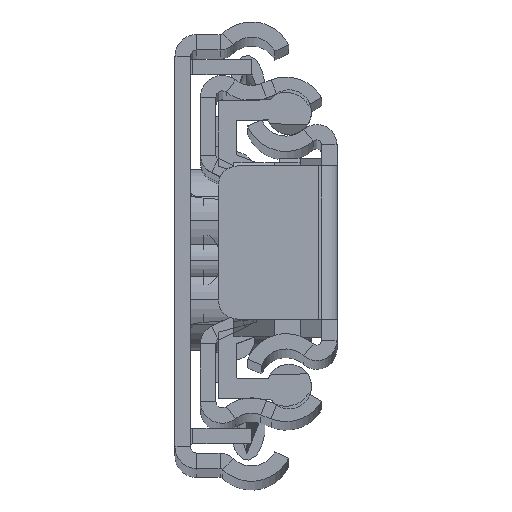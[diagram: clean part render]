
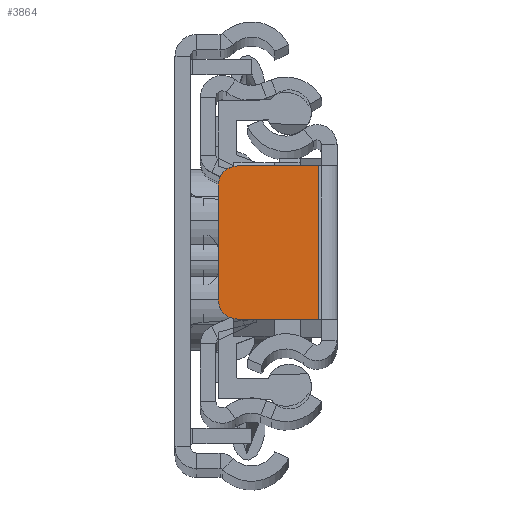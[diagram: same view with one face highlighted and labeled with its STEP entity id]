
A CAD part, top view. The second image highlights one B-rep face of the part: STEP entity #3864.
In plain terms, the highlighted planar face has unit normal (0, 0, 1).
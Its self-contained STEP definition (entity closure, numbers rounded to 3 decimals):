
#255 = AXIS2_PLACEMENT_3D ( 'NONE', #657, #7148, #765 ) ;
#657 = CARTESIAN_POINT ( 'NONE',  ( -7.8, -4.5, 0. ) ) ;
#765 = DIRECTION ( 'NONE',  ( -1., 0., 0. ) ) ;
#984 = FACE_OUTER_BOUND ( 'NONE', #10456, .T. ) ;
#1130 = CARTESIAN_POINT ( 'NONE',  ( -9.3, -4.5, 0. ) ) ;
#1417 = EDGE_CURVE ( 'NONE', #11550, #14622, #18672, .T. ) ;
#1610 = CARTESIAN_POINT ( 'NONE',  ( 0., 6., 0. ) ) ;
#2052 = EDGE_CURVE ( 'NONE', #14622, #6057, #9768, .T. ) ;
#2108 = ORIENTED_EDGE ( 'NONE', *, *, #1417, .T. ) ;
#3354 = DIRECTION ( 'NONE',  ( 0., -1., 0. ) ) ;
#3545 = DIRECTION ( 'NONE',  ( 0., 0., 1. ) ) ;
#3864 = ADVANCED_FACE ( 'NONE', ( #984 ), #4265, .F. ) ;
#4081 = LINE ( 'NONE', #13806, #19874 ) ;
#4265 = PLANE ( 'NONE',  #11108 ) ;
#4377 = CARTESIAN_POINT ( 'NONE',  ( 0., 0., 0. ) ) ;
#5003 = CARTESIAN_POINT ( 'NONE',  ( -7.8, -6., 0. ) ) ;
#5765 = CARTESIAN_POINT ( 'NONE',  ( -1.45, -6., 0. ) ) ;
#6057 = VERTEX_POINT ( 'NONE', #1130 ) ;
#6279 = VECTOR ( 'NONE', #12689, 1000. ) ;
#6377 = ORIENTED_EDGE ( 'NONE', *, *, #15498, .T. ) ;
#7148 = DIRECTION ( 'NONE',  ( 0., 0., 1. ) ) ;
#7256 = DIRECTION ( 'NONE',  ( 0., -1., 0. ) ) ;
#7603 = DIRECTION ( 'NONE',  ( 1., 0., 0. ) ) ;
#8800 = VERTEX_POINT ( 'NONE', #18833 ) ;
#9113 = CIRCLE ( 'NONE', #255, 1.5 ) ;
#9474 = AXIS2_PLACEMENT_3D ( 'NONE', #11657, #3545, #10271 ) ;
#9768 = LINE ( 'NONE', #19590, #13440 ) ;
#10109 = CARTESIAN_POINT ( 'NONE',  ( -9.3, 4.5, 0. ) ) ;
#10112 = VERTEX_POINT ( 'NONE', #5003 ) ;
#10271 = DIRECTION ( 'NONE',  ( -1., 0., 0. ) ) ;
#10456 = EDGE_LOOP ( 'NONE', ( #13072, #6377, #12686, #13552, #11652, #2108 ) ) ;
#10938 = CARTESIAN_POINT ( 'NONE',  ( -1.45, 6., 0. ) ) ;
#11108 = AXIS2_PLACEMENT_3D ( 'NONE', #4377, #15592, #17087 ) ;
#11550 = VERTEX_POINT ( 'NONE', #12247 ) ;
#11652 = ORIENTED_EDGE ( 'NONE', *, *, #18520, .T. ) ;
#11657 = CARTESIAN_POINT ( 'NONE',  ( -7.8, 4.5, 0. ) ) ;
#12175 = LINE ( 'NONE', #5765, #17653 ) ;
#12247 = CARTESIAN_POINT ( 'NONE',  ( -7.8, 6., 0. ) ) ;
#12686 = ORIENTED_EDGE ( 'NONE', *, *, #15175, .T. ) ;
#12689 = DIRECTION ( 'NONE',  ( -1., 0., 0. ) ) ;
#13072 = ORIENTED_EDGE ( 'NONE', *, *, #2052, .T. ) ;
#13440 = VECTOR ( 'NONE', #3354, 1000. ) ;
#13552 = ORIENTED_EDGE ( 'NONE', *, *, #15503, .F. ) ;
#13806 = CARTESIAN_POINT ( 'NONE',  ( 0., -6., 0. ) ) ;
#14622 = VERTEX_POINT ( 'NONE', #10109 ) ;
#15175 = EDGE_CURVE ( 'NONE', #10112, #8800, #4081, .T. ) ;
#15498 = EDGE_CURVE ( 'NONE', #6057, #10112, #9113, .T. ) ;
#15503 = EDGE_CURVE ( 'NONE', #20666, #8800, #12175, .T. ) ;
#15592 = DIRECTION ( 'NONE',  ( 0., 0., -1. ) ) ;
#16213 = LINE ( 'NONE', #1610, #6279 ) ;
#17087 = DIRECTION ( 'NONE',  ( -1., 0., 0. ) ) ;
#17653 = VECTOR ( 'NONE', #7256, 1000. ) ;
#18520 = EDGE_CURVE ( 'NONE', #20666, #11550, #16213, .T. ) ;
#18672 = CIRCLE ( 'NONE', #9474, 1.5 ) ;
#18833 = CARTESIAN_POINT ( 'NONE',  ( -1.45, -6., 0. ) ) ;
#19590 = CARTESIAN_POINT ( 'NONE',  ( -9.3, 0., 0. ) ) ;
#19874 = VECTOR ( 'NONE', #7603, 1000. ) ;
#20666 = VERTEX_POINT ( 'NONE', #10938 ) ;
